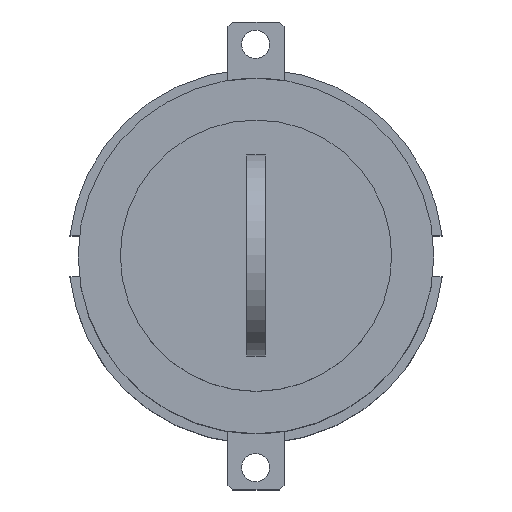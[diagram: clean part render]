
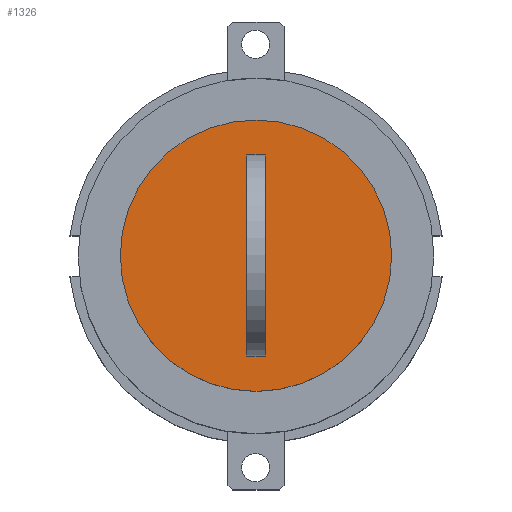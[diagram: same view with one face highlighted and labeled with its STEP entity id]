
A CAD part, top view. The second image highlights one B-rep face of the part: STEP entity #1326.
In plain terms, the highlighted planar face has unit normal (0, 0, 1).
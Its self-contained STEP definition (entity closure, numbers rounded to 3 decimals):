
#1246=CARTESIAN_POINT('',(14.5,0.0,54.3));
#1247=VERTEX_POINT('',#1246);
#1256=CARTESIAN_POINT('',(-14.5,0.,54.3));
#1257=VERTEX_POINT('',#1256);
#1258=CARTESIAN_POINT('',(0.,0.0,54.3));
#1259=DIRECTION('',(0.0,0.0,1.0));
#1260=DIRECTION('',(1.0,0.0,0.0));
#1261=AXIS2_PLACEMENT_3D('',#1258,#1259,#1260);
#1262=CIRCLE('',#1261,14.5);
#1263=EDGE_CURVE('',#1257,#1247,#1262,.T.);
#1297=CARTESIAN_POINT('',(0.,0.0,54.3));
#1298=DIRECTION('',(0.0,0.0,1.0));
#1299=DIRECTION('',(1.0,0.0,0.0));
#1300=AXIS2_PLACEMENT_3D('',#1297,#1298,#1299);
#1301=CIRCLE('',#1300,14.5);
#1302=EDGE_CURVE('',#1247,#1257,#1301,.T.);
#1317=CARTESIAN_POINT('',(0.,0.0,54.3));
#1318=DIRECTION('',(0.0,0.0,1.0));
#1319=DIRECTION('',(1.0,0.0,0.0));
#1320=AXIS2_PLACEMENT_3D('',#1317,#1318,#1319);
#1321=PLANE('',#1320);
#1322=ORIENTED_EDGE('',*,*,#1302,.T.);
#1323=ORIENTED_EDGE('',*,*,#1263,.T.);
#1324=EDGE_LOOP('',(#1322,#1323));
#1325=FACE_OUTER_BOUND('',#1324,.T.);
#1326=ADVANCED_FACE('',(#1325),#1321,.T.);
